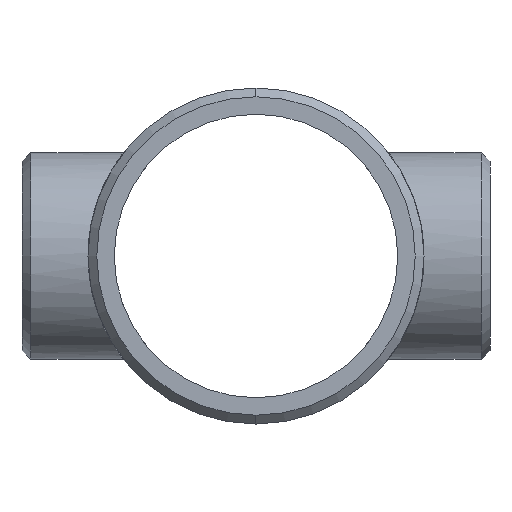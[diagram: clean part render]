
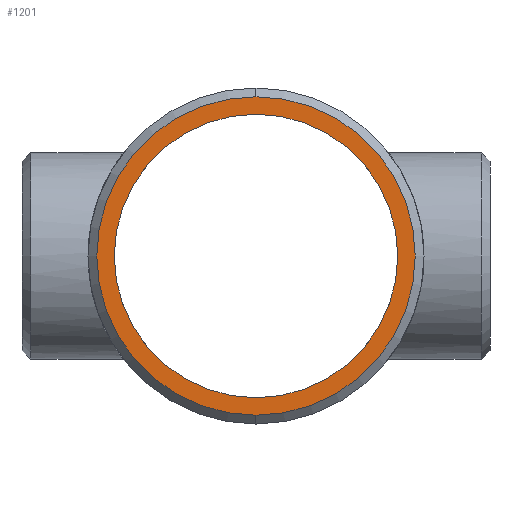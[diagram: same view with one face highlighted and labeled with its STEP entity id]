
A CAD part, left-side view. The second image highlights one B-rep face of the part: STEP entity #1201.
In plain terms, the highlighted planar face has unit normal (-1, 0, 0).
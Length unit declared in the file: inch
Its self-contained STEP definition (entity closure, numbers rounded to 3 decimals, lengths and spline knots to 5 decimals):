
#27 = DIRECTION ( 'NONE',  ( -1., 0., 0. ) ) ;
#31 = ORIENTED_EDGE ( 'NONE', *, *, #765, .T. ) ;
#51 = ORIENTED_EDGE ( 'NONE', *, *, #651, .T. ) ;
#70 = FACE_OUTER_BOUND ( 'NONE', #618, .T. ) ;
#76 = CIRCLE ( 'NONE', #1157, 5.906 ) ;
#128 = EDGE_LOOP ( 'NONE', ( #952, #1403 ) ) ;
#248 = VERTEX_POINT ( 'NONE', #1423 ) ;
#318 = CARTESIAN_POINT ( 'NONE',  ( -11., 0., 0. ) ) ;
#331 = VERTEX_POINT ( 'NONE', #491 ) ;
#362 = VERTEX_POINT ( 'NONE', #506 ) ;
#435 = DIRECTION ( 'NONE',  ( -1., 0., 0. ) ) ;
#458 = AXIS2_PLACEMENT_3D ( 'NONE', #318, #435, #779 ) ;
#491 = CARTESIAN_POINT ( 'NONE',  ( -11., 0., -5.906 ) ) ;
#502 = DIRECTION ( 'NONE',  ( 1., 0., 0. ) ) ;
#506 = CARTESIAN_POINT ( 'NONE',  ( -11., 0., 6.63533 ) ) ;
#526 = PLANE ( 'NONE',  #458 ) ;
#569 = AXIS2_PLACEMENT_3D ( 'NONE', #983, #502, #1420 ) ;
#583 = CARTESIAN_POINT ( 'NONE',  ( -11., 0., 0. ) ) ;
#607 = VERTEX_POINT ( 'NONE', #1195 ) ;
#609 = EDGE_CURVE ( 'NONE', #331, #607, #855, .T. ) ;
#618 = EDGE_LOOP ( 'NONE', ( #31, #51 ) ) ;
#642 = CIRCLE ( 'NONE', #1481, 6.63533 ) ;
#648 = FACE_BOUND ( 'NONE', #128, .T. ) ;
#651 = EDGE_CURVE ( 'NONE', #362, #248, #642, .T. ) ;
#700 = AXIS2_PLACEMENT_3D ( 'NONE', #834, #27, #1259 ) ;
#716 = DIRECTION ( 'NONE',  ( -1., 0., 0. ) ) ;
#765 = EDGE_CURVE ( 'NONE', #248, #362, #934, .T. ) ;
#779 = DIRECTION ( 'NONE',  ( 0., 0., -1. ) ) ;
#834 = CARTESIAN_POINT ( 'NONE',  ( -11., 0., 0. ) ) ;
#841 = CARTESIAN_POINT ( 'NONE',  ( -11., 0., 0. ) ) ;
#855 = CIRCLE ( 'NONE', #569, 5.906 ) ;
#928 = EDGE_CURVE ( 'NONE', #607, #331, #76, .T. ) ;
#934 = CIRCLE ( 'NONE', #700, 6.63533 ) ;
#952 = ORIENTED_EDGE ( 'NONE', *, *, #928, .T. ) ;
#959 = DIRECTION ( 'NONE',  ( 0., 0., 1. ) ) ;
#983 = CARTESIAN_POINT ( 'NONE',  ( -11., 0., 0. ) ) ;
#1101 = DIRECTION ( 'NONE',  ( 1., 0., 0. ) ) ;
#1157 = AXIS2_PLACEMENT_3D ( 'NONE', #841, #1101, #959 ) ;
#1195 = CARTESIAN_POINT ( 'NONE',  ( -11., 0., 5.906 ) ) ;
#1201 = ADVANCED_FACE ( 'NONE', ( #70, #648 ), #526, .T. ) ;
#1259 = DIRECTION ( 'NONE',  ( 0., 0., 1. ) ) ;
#1384 = DIRECTION ( 'NONE',  ( 0., 0., 1. ) ) ;
#1403 = ORIENTED_EDGE ( 'NONE', *, *, #609, .T. ) ;
#1420 = DIRECTION ( 'NONE',  ( 0., 0., 1. ) ) ;
#1423 = CARTESIAN_POINT ( 'NONE',  ( -11., 0., -6.63533 ) ) ;
#1481 = AXIS2_PLACEMENT_3D ( 'NONE', #583, #716, #1384 ) ;
